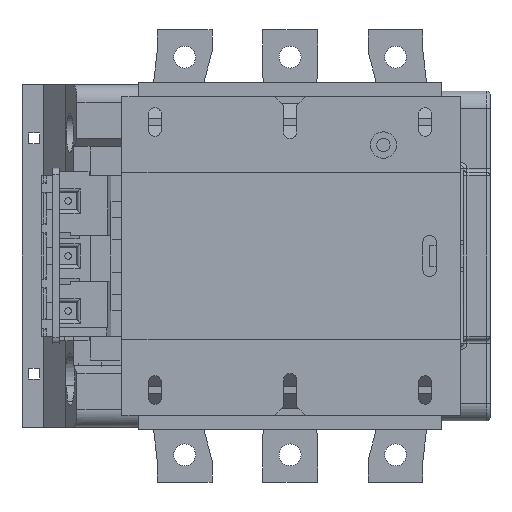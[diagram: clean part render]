
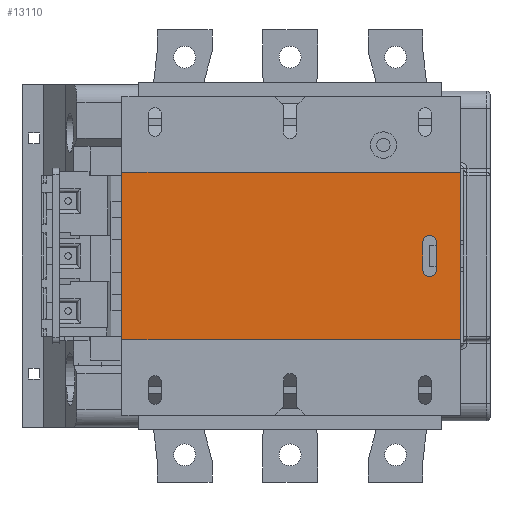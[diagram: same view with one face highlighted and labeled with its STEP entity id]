
A CAD part, left-side view. The second image highlights one B-rep face of the part: STEP entity #13110.
In plain terms, the highlighted planar face has unit normal (-1, 0, 0).
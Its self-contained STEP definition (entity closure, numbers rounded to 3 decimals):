
#1314 = VECTOR ( 'NONE', #20139, 1000. ) ;
#1320 = LINE ( 'NONE', #20138, #1314 ) ;
#1323 = LINE ( 'NONE', #20129, #1324 ) ;
#1324 = VECTOR ( 'NONE', #20130, 1000. ) ;
#1326 = LINE ( 'NONE', #20142, #1330 ) ;
#1330 = VECTOR ( 'NONE', #20143, 1000. ) ;
#1331 = CIRCLE ( 'NONE', #31902, 3. ) ;
#1333 = LINE ( 'NONE', #20135, #1335 ) ;
#1334 = CIRCLE ( 'NONE', #31903, 3. ) ;
#1335 = VECTOR ( 'NONE', #20146, 1000. ) ;
#4185 = VERTEX_POINT ( 'NONE', #18886 ) ;
#4192 = VERTEX_POINT ( 'NONE', #18898 ) ;
#4264 = VERTEX_POINT ( 'NONE', #19020 ) ;
#4265 = VERTEX_POINT ( 'NONE', #19022 ) ;
#6142 = VERTEX_POINT ( 'NONE', #13192 ) ;
#6156 = VERTEX_POINT ( 'NONE', #13215 ) ;
#7380 = CIRCLE ( 'NONE', #34515, 3. ) ;
#7708 = LINE ( 'NONE', #8272, #7709 ) ;
#7709 = VECTOR ( 'NONE', #8273, 1000. ) ;
#8272 = CARTESIAN_POINT ( 'NONE',  ( -218.5, 76.5, -144.575 ) ) ;
#8273 = DIRECTION ( 'NONE',  ( 0., 0., -1. ) ) ;
#10934 = EDGE_CURVE ( 'NONE', #4264, #4185, #1323, .T. ) ;
#10937 = EDGE_CURVE ( 'NONE', #16077, #16073, #1331, .T. ) ;
#10938 = EDGE_CURVE ( 'NONE', #16073, #16067, #1320, .T. ) ;
#10939 = EDGE_CURVE ( 'NONE', #16067, #6142, #1334, .T. ) ;
#10940 = EDGE_CURVE ( 'NONE', #6156, #16077, #1326, .T. ) ;
#10941 = EDGE_CURVE ( 'NONE', #4265, #4192, #1333, .T. ) ;
#13110 = ADVANCED_FACE ( 'NONE', ( #20950, #20954 ), #30736, .T. ) ;
#13192 = CARTESIAN_POINT ( 'NONE',  ( -218.5, -63.5, 9.5 ) ) ;
#13215 = CARTESIAN_POINT ( 'NONE',  ( -218.5, -60.5, 6.5 ) ) ;
#16067 = VERTEX_POINT ( 'NONE', #35983 ) ;
#16073 = VERTEX_POINT ( 'NONE', #35989 ) ;
#16077 = VERTEX_POINT ( 'NONE', #35993 ) ;
#18886 = CARTESIAN_POINT ( 'NONE',  ( -218.5, -77.5, -38.1 ) ) ;
#18898 = CARTESIAN_POINT ( 'NONE',  ( -218.5, -77.5, 38.1 ) ) ;
#19020 = CARTESIAN_POINT ( 'NONE',  ( -218.5, 76.5, -38.1 ) ) ;
#19022 = CARTESIAN_POINT ( 'NONE',  ( -218.5, 76.5, 38.1 ) ) ;
#20128 = CARTESIAN_POINT ( 'NONE',  ( -218.5, -63.5, 6.5 ) ) ;
#20129 = CARTESIAN_POINT ( 'NONE',  ( -218.5, 76.5, -38.1 ) ) ;
#20130 = DIRECTION ( 'NONE',  ( 0., -1., 0. ) ) ;
#20131 = CARTESIAN_POINT ( 'NONE',  ( -218.5, -63.5, -6.5 ) ) ;
#20135 = CARTESIAN_POINT ( 'NONE',  ( -218.5, 76.5, 38.1 ) ) ;
#20136 = DIRECTION ( 'NONE',  ( -1., 0., 0. ) ) ;
#20137 = DIRECTION ( 'NONE',  ( 0., 0., 1. ) ) ;
#20138 = CARTESIAN_POINT ( 'NONE',  ( -218.5, -66.5, -144.575 ) ) ;
#20139 = DIRECTION ( 'NONE',  ( 0., 0., 1. ) ) ;
#20140 = DIRECTION ( 'NONE',  ( -1., 0., 0. ) ) ;
#20141 = DIRECTION ( 'NONE',  ( 0., 0., 1. ) ) ;
#20142 = CARTESIAN_POINT ( 'NONE',  ( -218.5, -60.5, -144.575 ) ) ;
#20143 = DIRECTION ( 'NONE',  ( 0., 0., -1. ) ) ;
#20146 = DIRECTION ( 'NONE',  ( 0., -1., 0. ) ) ;
#20234 = EDGE_LOOP ( 'NONE', ( #20842, #20843, #20844, #20845 ) ) ;
#20263 = EDGE_LOOP ( 'NONE', ( #20837, #20838, #20839, #20840, #20841 ) ) ;
#20837 = ORIENTED_EDGE ( 'NONE', *, *, #10939, .F. ) ;
#20838 = ORIENTED_EDGE ( 'NONE', *, *, #10938, .F. ) ;
#20839 = ORIENTED_EDGE ( 'NONE', *, *, #10937, .F. ) ;
#20840 = ORIENTED_EDGE ( 'NONE', *, *, #10940, .F. ) ;
#20841 = ORIENTED_EDGE ( 'NONE', *, *, #23308, .F. ) ;
#20842 = ORIENTED_EDGE ( 'NONE', *, *, #38099, .F. ) ;
#20843 = ORIENTED_EDGE ( 'NONE', *, *, #10941, .F. ) ;
#20844 = ORIENTED_EDGE ( 'NONE', *, *, #23501, .T. ) ;
#20845 = ORIENTED_EDGE ( 'NONE', *, *, #10934, .T. ) ;
#20950 = FACE_BOUND ( 'NONE', #20263, .T. ) ;
#20954 = FACE_OUTER_BOUND ( 'NONE', #20234, .T. ) ;
#23308 = EDGE_CURVE ( 'NONE', #6142, #6156, #7380, .T. ) ;
#23501 = EDGE_CURVE ( 'NONE', #4265, #4264, #7708, .T. ) ;
#23890 = CARTESIAN_POINT ( 'NONE',  ( -218.5, -77.5, -144.575 ) ) ;
#23891 = DIRECTION ( 'NONE',  ( 0., 0., -1. ) ) ;
#30736 = PLANE ( 'NONE',  #32263 ) ;
#30737 = CARTESIAN_POINT ( 'NONE',  ( -218.5, 76.5, -144.575 ) ) ;
#30742 = DIRECTION ( 'NONE',  ( -1., 0., 0. ) ) ;
#30743 = DIRECTION ( 'NONE',  ( 0., 0., 1. ) ) ;
#31902 = AXIS2_PLACEMENT_3D ( 'NONE', #20131, #20136, #20137 ) ;
#31903 = AXIS2_PLACEMENT_3D ( 'NONE', #20128, #20140, #20141 ) ;
#32263 = AXIS2_PLACEMENT_3D ( 'NONE', #30737, #30742, #30743 ) ;
#34515 = AXIS2_PLACEMENT_3D ( 'NONE', #37299, #37336, #37337 ) ;
#35983 = CARTESIAN_POINT ( 'NONE',  ( -218.5, -66.5, 6.5 ) ) ;
#35989 = CARTESIAN_POINT ( 'NONE',  ( -218.5, -66.5, -6.5 ) ) ;
#35993 = CARTESIAN_POINT ( 'NONE',  ( -218.5, -60.5, -6.5 ) ) ;
#37299 = CARTESIAN_POINT ( 'NONE',  ( -218.5, -63.5, 6.5 ) ) ;
#37336 = DIRECTION ( 'NONE',  ( -1., 0., 0. ) ) ;
#37337 = DIRECTION ( 'NONE',  ( 0., 0., 1. ) ) ;
#38099 = EDGE_CURVE ( 'NONE', #4192, #4185, #39567, .T. ) ;
#39567 = LINE ( 'NONE', #23890, #39568 ) ;
#39568 = VECTOR ( 'NONE', #23891, 1000. ) ;
